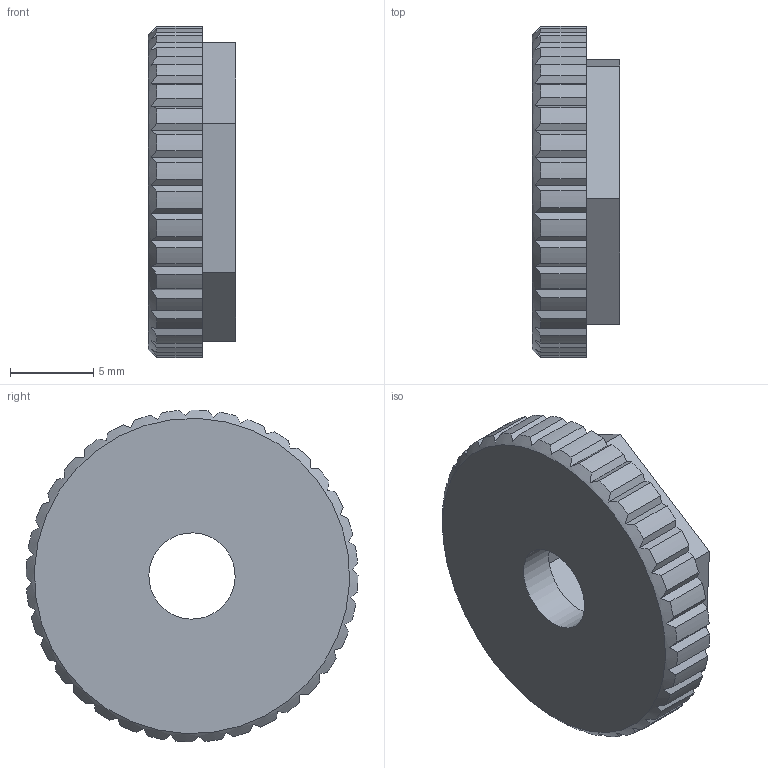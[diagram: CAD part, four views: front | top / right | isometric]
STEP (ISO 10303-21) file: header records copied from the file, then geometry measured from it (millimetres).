
FILE_DESCRIPTION(/* description */ (''),/* implementation_level */ '2;1');
FILE_NAME(/* name */ 'shiftBaseScrewCap_bottomSAE_PENF',/* time_stamp */ '2023-12-12T09:49:00-05:00',/* author */ ('George Moua'),/* organization */ ('Archive 663'),/* preprocessor_version */ 'ST-DEVELOPER v16.7',/* originating_system */ 'Solid Edge',/* authorisation */ 'Unknown');
FILE_SCHEMA (('AUTOMOTIVE_DESIGN {1 0 10303 214 3 1 1}'));
Length unit declared in the file: millimetre
Products named in the file (2): shiftAdapter_PENF; shiftBaseScrewCap_bottomSAE_PENF
Assembly tree (1 placements, depth 2):
  shiftAdapter_PENF
    shiftBaseScrewCap_bottomSAE_PENF
Bounding box: 5.25 x 20 x 20 mm (x, y, z)
Volume: 1193.3 mm3; surface area: 1024.7 mm2
Topology: 1 solids, 1 shells, 126 faces, 366 edges, 244 vertices
Faces by surface type: plane 88, cylinder 37, cone 1
Full cylindrical faces by diameter (mm): 5.2 x1
Entity records: 4251 total; most frequent: CARTESIAN_POINT 950, ORIENTED_EDGE 726, DIRECTION 622, EDGE_CURVE 363, VERTEX_POINT 243, LINE 216, VECTOR 216, AXIS2_PLACEMENT_3D 203
